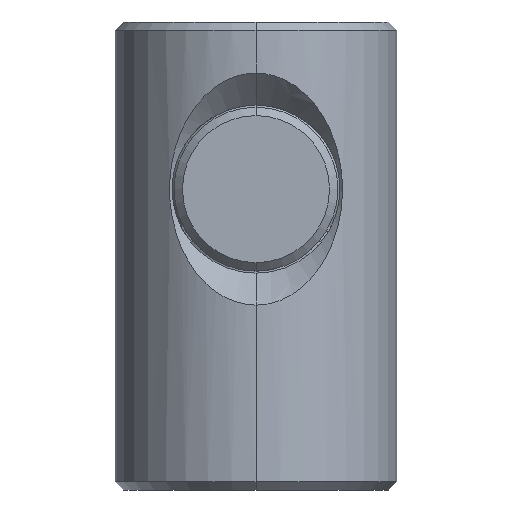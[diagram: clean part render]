
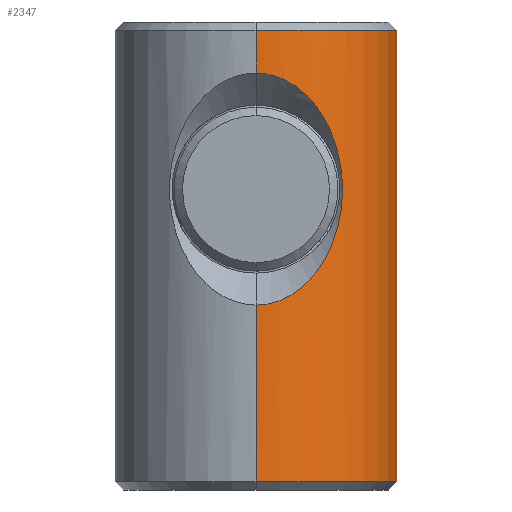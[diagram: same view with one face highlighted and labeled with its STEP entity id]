
A CAD part, left-side view. The second image highlights one B-rep face of the part: STEP entity #2347.
In plain terms, the highlighted cylindrical face has radius 8.425 mm (diameter 16.85 mm), a partial arc.
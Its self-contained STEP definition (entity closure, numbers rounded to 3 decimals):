
#1467=CARTESIAN_POINT('',(0.,0.,13.5));
#1468=DIRECTION('',(0.,0.,1.));
#1469=DIRECTION('',(-1.,0.,0.));
#1470=AXIS2_PLACEMENT_3D('',#1467,#1468,#1469);
#1750=DIRECTION('',(0.,0.,1.));
#1751=VECTOR('',#1750,2.562);
#1752=CARTESIAN_POINT('',(-8.425,0.,10.938));
#1753=LINE('',#1752,#1751);
#1779=CARTESIAN_POINT('',(-8.425,0.,10.938));
#1784=DIRECTION('',(0.,0.,1.));
#1785=VECTOR('',#1784,10.562);
#1786=CARTESIAN_POINT('',(-8.425,0.,-13.5));
#1787=LINE('',#1786,#1785);
#1791=DIRECTION('',(0.,0.,1.));
#1792=VECTOR('',#1791,2.562);
#1793=CARTESIAN_POINT('',(8.425,0.,10.938));
#1794=LINE('',#1793,#1792);
#1798=CARTESIAN_POINT('',(8.425,0.,-2.938));
#1799=CARTESIAN_POINT('',(8.425,-0.223,-2.938));
#1800=CARTESIAN_POINT('',(8.407,-0.675,
-2.899));
#1801=CARTESIAN_POINT('',(8.322,-1.374,
-2.71));
#1802=CARTESIAN_POINT('',(8.177,-2.07,
-2.38));
#1803=CARTESIAN_POINT('',(7.967,-2.771,
-1.883));
#1804=CARTESIAN_POINT('',(7.701,-3.44,
-1.21));
#1805=CARTESIAN_POINT('',(7.403,-4.039,
-0.372));
#1806=CARTESIAN_POINT('',(7.111,-4.528,
0.591));
#1807=CARTESIAN_POINT('',(6.857,-4.899,1.677));
#1808=CARTESIAN_POINT('',(6.688,-5.125,2.824));
#1809=CARTESIAN_POINT('',(6.628,-5.201,4.035));
#1810=CARTESIAN_POINT('',(6.693,-5.118,5.223));
#1811=CARTESIAN_POINT('',(6.868,-4.885,6.376));
#1812=CARTESIAN_POINT('',(7.119,-4.516,7.438));
#1813=CARTESIAN_POINT('',(7.412,-4.022,8.397));
#1814=CARTESIAN_POINT('',(7.701,-3.439,9.211));
#1815=CARTESIAN_POINT('',(7.967,-2.773,9.88));
#1816=CARTESIAN_POINT('',(8.175,-2.08,10.375));
#1817=CARTESIAN_POINT('',(8.322,-1.377,10.709));
#1818=CARTESIAN_POINT('',(8.407,-0.679,
10.899));
#1819=CARTESIAN_POINT('',(8.425,-0.224,10.938));
#1820=CARTESIAN_POINT('',(8.425,0.,10.938));
#1825=DIRECTION('',(0.,0.,1.));
#1826=VECTOR('',#1825,10.562);
#1827=CARTESIAN_POINT('',(8.425,0.,-13.5));
#1828=LINE('',#1827,#1826);
#1832=CARTESIAN_POINT('',(-8.425,0.,10.938));
#1833=CARTESIAN_POINT('',(-8.425,-0.229,10.938));
#1834=CARTESIAN_POINT('',(-8.406,-0.689,
10.897));
#1835=CARTESIAN_POINT('',(-8.321,-1.381,
10.706));
#1836=CARTESIAN_POINT('',(-8.176,-2.075,
10.377));
#1837=CARTESIAN_POINT('',(-7.968,-2.77,
9.884));
#1838=CARTESIAN_POINT('',(-7.703,-3.435,
9.215));
#1839=CARTESIAN_POINT('',(-7.407,-4.03,
8.385));
#1840=CARTESIAN_POINT('',(-7.115,-4.521,
7.424));
#1841=CARTESIAN_POINT('',(-6.862,-4.892,
6.349));
#1842=CARTESIAN_POINT('',(-6.689,-5.123,
5.191));
#1843=CARTESIAN_POINT('',(-6.627,-5.202,
3.988));
#1844=CARTESIAN_POINT('',(-6.693,-5.118,
2.77));
#1845=CARTESIAN_POINT('',(-6.869,-4.883,
1.617));
#1846=CARTESIAN_POINT('',(-7.126,-4.504,
0.536));
#1847=CARTESIAN_POINT('',(-7.415,-4.016,
-0.409));
#1848=CARTESIAN_POINT('',(-7.71,-3.421,
-1.231));
#1849=CARTESIAN_POINT('',(-7.971,-2.76,
-1.893));
#1850=CARTESIAN_POINT('',(-8.176,-2.075,
-2.375));
#1851=CARTESIAN_POINT('',(-8.32,-1.385,
-2.706));
#1852=CARTESIAN_POINT('',(-8.407,-0.684,
-2.898));
#1853=CARTESIAN_POINT('',(-8.425,-0.227,-2.938));
#1854=CARTESIAN_POINT('',(-8.425,0.,-2.938));
#1866=CARTESIAN_POINT('',(0.,0.,-13.5));
#1867=DIRECTION('',(0.,0.,-1.));
#1868=DIRECTION('',(1.,0.,0.));
#1869=AXIS2_PLACEMENT_3D('',#1866,#1867,#1868);
#2004=CARTESIAN_POINT('',(-8.425,0.,-2.938));
#2006=VERTEX_POINT('',#2004);
#2010=CARTESIAN_POINT('',(8.425,0.,-13.5));
#2011=CARTESIAN_POINT('',(8.425,0.,-2.938));
#2012=VERTEX_POINT('',#2010);
#2013=VERTEX_POINT('',#2011);
#2014=VERTEX_POINT('',#1779);
#2015=CARTESIAN_POINT('',(-8.425,0.,13.5));
#2016=CARTESIAN_POINT('',(8.425,0.,13.5));
#2017=VERTEX_POINT('',#2015);
#2018=VERTEX_POINT('',#2016);
#2019=CARTESIAN_POINT('',(-8.425,0.,-13.5));
#2020=VERTEX_POINT('',#2019);
#2035=VERTEX_POINT('',#1820);
#2330=CARTESIAN_POINT('',(0.,0.,14.));
#2331=DIRECTION('',(0.,0.,-1.));
#2332=DIRECTION('',(-1.,0.,0.));
#2333=AXIS2_PLACEMENT_3D('',#2330,#2331,#2332);
#2334=CYLINDRICAL_SURFACE('',#2333,8.425);
#2335=ORIENTED_EDGE('',*,*,#2313,.F.);
#2336=ORIENTED_EDGE('',*,*,#2251,.F.);
#2337=ORIENTED_EDGE('',*,*,#2310,.F.);
#2339=ORIENTED_EDGE('',*,*,#2338,.T.);
#2340=ORIENTED_EDGE('',*,*,#2306,.T.);
#2342=ORIENTED_EDGE('',*,*,#2341,.F.);
#2343=ORIENTED_EDGE('',*,*,#2302,.T.);
#2344=ORIENTED_EDGE('',*,*,#2051,.T.);
#2345=EDGE_LOOP('',(#2335,#2336,#2337,#2339,#2340,#2342,#2343,#2344));
#2346=FACE_OUTER_BOUND('',#2345,.F.);
#1471=CIRCLE('',#1470,8.425);
#1821=B_SPLINE_CURVE_WITH_KNOTS('',3,(#1798,#1799,#1800,#1801,#1802,#1803,#1804,
#1805,#1806,#1807,#1808,#1809,#1810,#1811,#1812,#1813,#1814,#1815,#1816,#1817,
#1818,#1819,#1820),.UNSPECIFIED.,.F.,.F.,(4,1,1,1,1,1,1,1,1,1,1,1,1,1,1,1,1,1,1,
1,4),(0.,0.05,0.1,0.15,0.2,0.25,0.3,0.35,0.4,0.45,0.5,
0.55,0.6,0.65,0.7,0.75,0.8,0.85,0.9,0.95,1.),.UNSPECIFIED.);
#1855=B_SPLINE_CURVE_WITH_KNOTS('',3,(#1832,#1833,#1834,#1835,#1836,#1837,#1838,
#1839,#1840,#1841,#1842,#1843,#1844,#1845,#1846,#1847,#1848,#1849,#1850,#1851,
#1852,#1853,#1854),.UNSPECIFIED.,.F.,.F.,(4,1,1,1,1,1,1,1,1,1,1,1,1,1,1,1,1,1,1,
1,4),(0.,0.05,0.1,0.15,0.2,0.25,0.3,0.35,0.4,0.45,0.5,
0.55,0.6,0.65,0.7,0.75,0.8,0.85,0.9,0.95,1.),.UNSPECIFIED.);
#1870=CIRCLE('',#1869,8.425);
#2051=EDGE_CURVE('',#2017,#2018,#1471,.T.);
#2251=EDGE_CURVE('',#2013,#2035,#1821,.T.);
#2302=EDGE_CURVE('',#2014,#2017,#1753,.T.);
#2306=EDGE_CURVE('',#2020,#2006,#1787,.T.);
#2310=EDGE_CURVE('',#2012,#2013,#1828,.T.);
#2313=EDGE_CURVE('',#2035,#2018,#1794,.T.);
#2338=EDGE_CURVE('',#2012,#2020,#1870,.T.);
#2341=EDGE_CURVE('',#2014,#2006,#1855,.T.);
#2347=ADVANCED_FACE('',(#2346),#2334,.T.);
